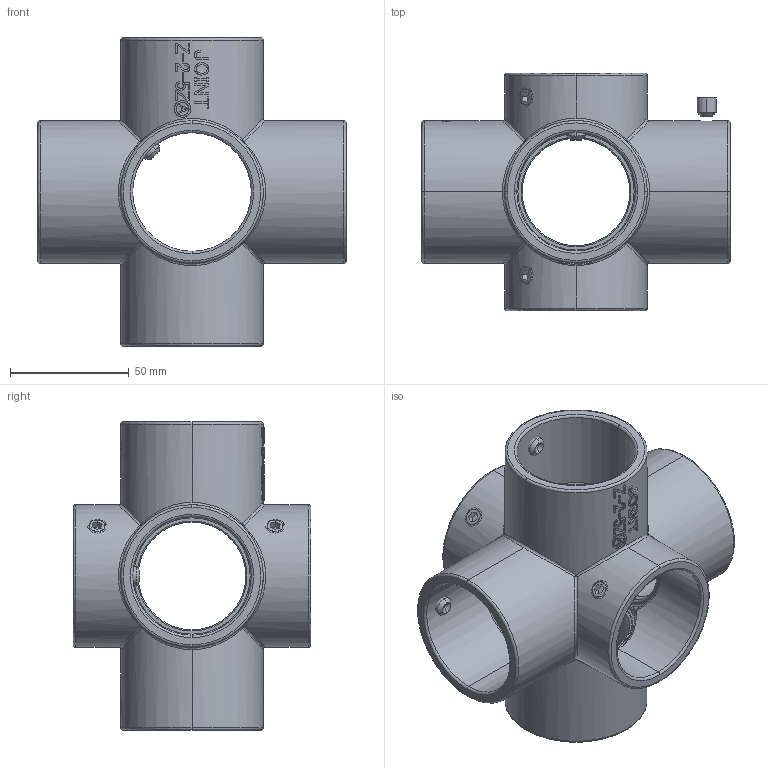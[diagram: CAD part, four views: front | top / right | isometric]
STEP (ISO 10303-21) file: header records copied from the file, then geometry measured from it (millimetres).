
FILE_DESCRIPTION (( 'STEP AP214' ), '1' );
FILE_NAME ('Z-2-5Z.STEP', '2015-11-24T08:34:22', ( 'user' ), ( 'Hewlett-Packard Company' ), 'SwSTEP 2.0', 'SolidWorks 2014', '' );
FILE_SCHEMA (( 'AUTOMOTIVE_DESIGN' ));
Length unit declared in the file: millimetre
Products named in the file (3): hexagon socket set screw cup point_jis_JIS B 1177 Cup point M8 x 8 --N; part_Z-2-5Z; Z-2-5Z
Assembly tree (7 placements, depth 2):
  Z-2-5Z
    part_Z-2-5Z
    hexagon socket set screw cup point_jis_JIS B 1177 Cup point M8 x 8 --N  x6
Bounding box: 130 x 100 x 130 mm (x, y, z)
Volume: 189848.9 mm3; surface area: 80740.1 mm2
Topology: 7 solids, 7 shells, 521 faces, 1289 edges, 748 vertices
Faces by surface type: bspline 168, plane 149, cylinder 88, torus 64, cone 36, sphere 16
Entity records: 19134 total; most frequent: CARTESIAN_POINT 9798, ORIENTED_EDGE 2118, DIRECTION 1603, EDGE_CURVE 1059, AXIS2_PLACEMENT_3D 653, VERTEX_POINT 643, EDGE_LOOP 484, FACE_OUTER_BOUND 441
